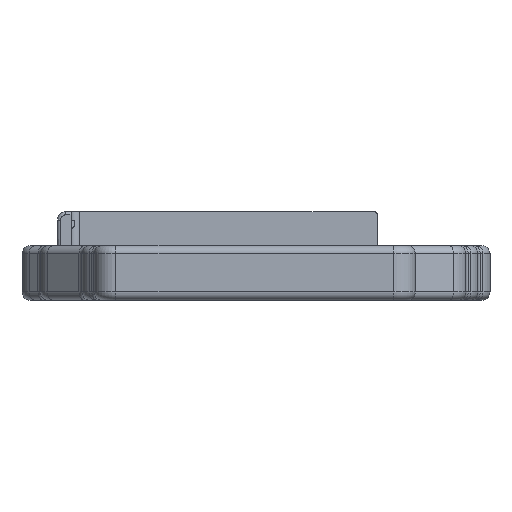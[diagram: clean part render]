
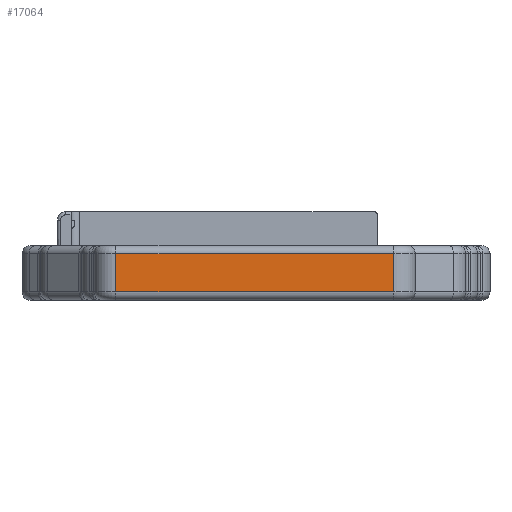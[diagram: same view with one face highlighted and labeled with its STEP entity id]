
A CAD part, left-side view. The second image highlights one B-rep face of the part: STEP entity #17064.
In plain terms, the highlighted planar face has unit normal (-1, 0, 0).
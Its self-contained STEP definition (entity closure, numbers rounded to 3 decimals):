
#186=PLANE('',#18137);
#720=FACE_OUTER_BOUND('',#1680,.T.);
#1680=EDGE_LOOP('',(#11508,#11509,#11510,#11511));
#2776=LINE('',#25804,#4372);
#2798=LINE('',#25925,#4394);
#2799=LINE('',#25927,#4395);
#2800=LINE('',#25928,#4396);
#4372=VECTOR('',#20215,10.);
#4394=VECTOR('',#20357,10.);
#4395=VECTOR('',#20358,10.);
#4396=VECTOR('',#20359,10.);
#7028=VERTEX_POINT('',#25796);
#7030=VERTEX_POINT('',#25802);
#7069=VERTEX_POINT('',#25924);
#7070=VERTEX_POINT('',#25926);
#8755=EDGE_CURVE('',#7030,#7028,#2776,.T.);
#8816=EDGE_CURVE('',#7030,#7069,#2798,.T.);
#8817=EDGE_CURVE('',#7070,#7069,#2799,.T.);
#8818=EDGE_CURVE('',#7028,#7070,#2800,.T.);
#11508=ORIENTED_EDGE('',*,*,#8755,.F.);
#11509=ORIENTED_EDGE('',*,*,#8816,.T.);
#11510=ORIENTED_EDGE('',*,*,#8817,.F.);
#11511=ORIENTED_EDGE('',*,*,#8818,.F.);
#17064=ADVANCED_FACE('',(#720),#186,.T.);
#18137=AXIS2_PLACEMENT_3D('',#25923,#20355,#20356);
#20215=DIRECTION('',(0.,1.,0.));
#20355=DIRECTION('center_axis',(-1.,0.,0.));
#20356=DIRECTION('ref_axis',(0.,-1.,0.));
#20357=DIRECTION('',(0.,0.,1.));
#20358=DIRECTION('',(0.,-1.,0.));
#20359=DIRECTION('',(0.,0.,1.));
#25796=CARTESIAN_POINT('',(-142.3,69.493,1.6));
#25802=CARTESIAN_POINT('',(-142.3,16.293,1.6));
#25804=CARTESIAN_POINT('',(-142.3,56.068,1.6));
#25923=CARTESIAN_POINT('Origin',(-142.3,69.493,0.));
#25924=CARTESIAN_POINT('',(-142.3,16.293,8.9));
#25925=CARTESIAN_POINT('',(-142.3,16.293,0.));
#25926=CARTESIAN_POINT('',(-142.3,69.493,8.9));
#25927=CARTESIAN_POINT('',(-142.3,56.068,8.9));
#25928=CARTESIAN_POINT('',(-142.3,69.493,0.));
